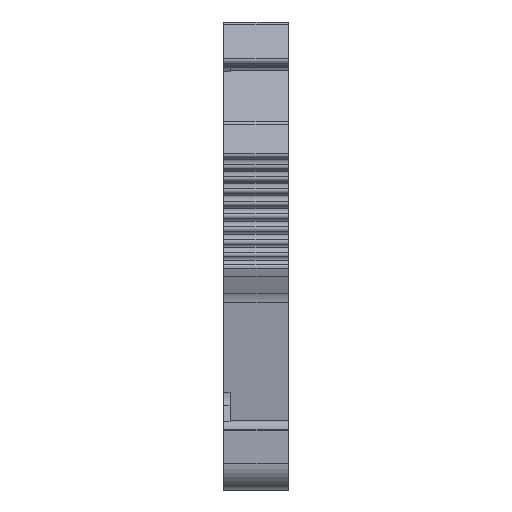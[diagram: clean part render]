
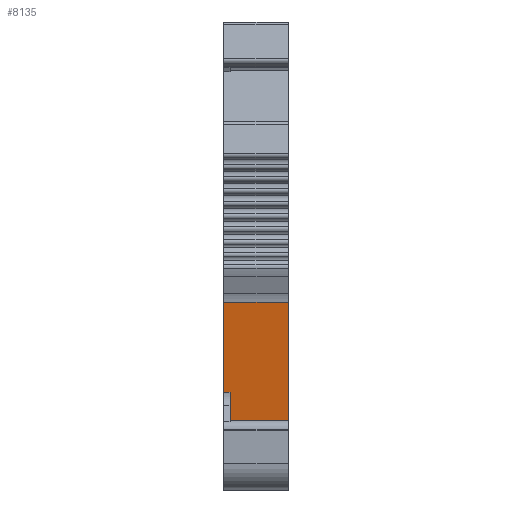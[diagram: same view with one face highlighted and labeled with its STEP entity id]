
A CAD part, left-side view. The second image highlights one B-rep face of the part: STEP entity #8135.
In plain terms, the highlighted planar face has unit normal (-0.986, 0, -0.168).
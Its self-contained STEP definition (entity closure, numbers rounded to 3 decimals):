
#1613=ORIENTED_EDGE('',*,*,#2617,.F.);
#1614=ORIENTED_EDGE('',*,*,#2614,.T.);
#1615=ORIENTED_EDGE('',*,*,#3051,.T.);
#1616=ORIENTED_EDGE('',*,*,#2437,.T.);
#1617=ORIENTED_EDGE('',*,*,#3052,.F.);
#1618=ORIENTED_EDGE('',*,*,#3053,.F.);
#2437=EDGE_CURVE('',#3357,#3356,#3930,.T.);
#2614=EDGE_CURVE('',#3529,#3528,#4021,.T.);
#2617=EDGE_CURVE('',#3529,#3530,#4022,.T.);
#3051=EDGE_CURVE('',#3528,#3357,#4324,.T.);
#3052=EDGE_CURVE('',#3777,#3356,#4325,.T.);
#3053=EDGE_CURVE('',#3530,#3777,#4326,.T.);
#3356=VERTEX_POINT('',#10762);
#3357=VERTEX_POINT('',#10764);
#3528=VERTEX_POINT('',#11124);
#3529=VERTEX_POINT('',#11126);
#3530=VERTEX_POINT('',#11130);
#3777=VERTEX_POINT('',#12109);
#3930=LINE('',#10763,#4511);
#4021=LINE('',#11125,#4602);
#4022=LINE('',#11131,#4603);
#4324=LINE('',#12106,#4905);
#4325=LINE('',#12108,#4906);
#4326=LINE('',#12110,#4907);
#4511=VECTOR('',#8976,1000.);
#4602=VECTOR('',#9257,1000.);
#4603=VECTOR('',#9264,1000.);
#4905=VECTOR('',#10124,1000.);
#4906=VECTOR('',#10127,1000.);
#4907=VECTOR('',#10128,1000.);
#5239=EDGE_LOOP('',(#1613,#1614,#1615,#1616,#1617,#1618));
#5546=FACE_BOUND('',#5239,.T.);
#5758=PLANE('',#8673);
#8135=ADVANCED_FACE('',(#5546),#5758,.F.);
#8673=AXIS2_PLACEMENT_3D('',#12107,#10125,#10126);
#8976=DIRECTION('',(-0.168,0.,0.986));
#9257=DIRECTION('',(0.168,0.,-0.986));
#9264=DIRECTION('',(0.,1.,0.));
#10124=DIRECTION('',(0.,-1.,0.));
#10125=DIRECTION('',(0.986,0.,0.168));
#10126=DIRECTION('',(0.168,0.,-0.986));
#10127=DIRECTION('',(0.,-1.,0.));
#10128=DIRECTION('',(-0.168,0.,0.986));
#10762=CARTESIAN_POINT('',(-34.313,-2.552,-3.257));
#10763=CARTESIAN_POINT('',(-34.313,-2.552,-3.257));
#10764=CARTESIAN_POINT('',(-32.322,-2.552,-14.944));
#11124=CARTESIAN_POINT('',(-32.322,1.948,-14.944));
#11125=CARTESIAN_POINT('',(-32.322,1.948,-14.944));
#11126=CARTESIAN_POINT('',(-33.132,1.948,-10.189));
#11130=CARTESIAN_POINT('',(-33.132,2.448,-10.189));
#11131=CARTESIAN_POINT('',(-33.132,1.948,-10.189));
#12106=CARTESIAN_POINT('',(-32.322,17.599,-14.944));
#12107=CARTESIAN_POINT('',(-34.313,17.599,-3.257));
#12108=CARTESIAN_POINT('',(-34.313,17.599,-3.257));
#12109=CARTESIAN_POINT('',(-34.313,2.448,-3.257));
#12110=CARTESIAN_POINT('',(-33.887,2.448,-5.76));
